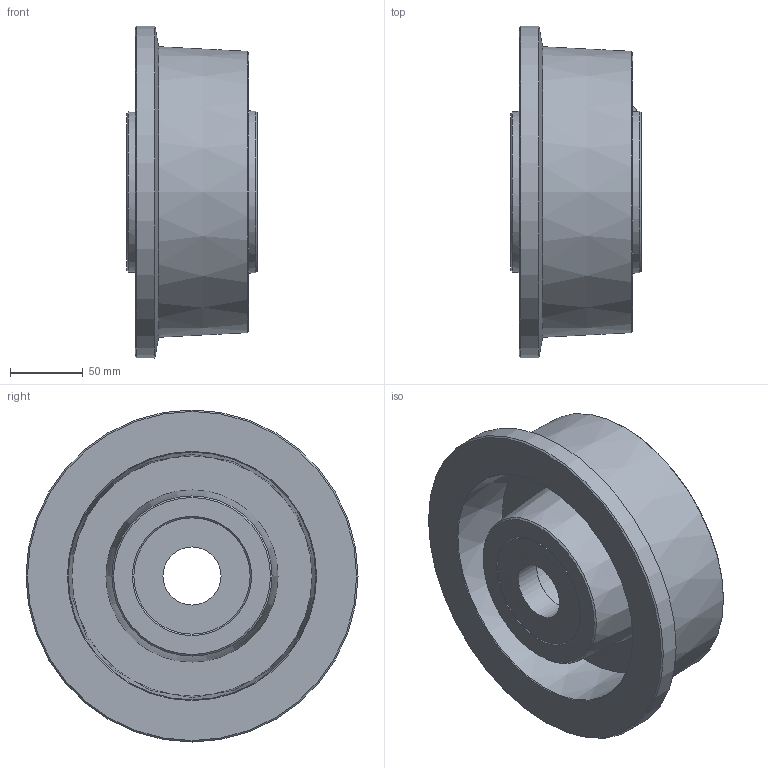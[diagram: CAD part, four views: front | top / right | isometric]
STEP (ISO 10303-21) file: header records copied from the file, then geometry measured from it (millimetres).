
FILE_DESCRIPTION (( 'STEP AP214' ), '1' );
FILE_NAME ('0023950_SPG-200-80-90-K40.step', '2018-04-30T08:04:17', ( '' ), ( '' ), 'SwSTEP 2.0', 'SolidWorks 2018', '' );
FILE_SCHEMA (( 'AUTOMOTIVE_DESIGN' ));
Length unit declared in the file: millimetre
Products named in the file (1): 0023950_SPG-200-80-90-K40
Bounding box: 90 x 228.5 x 228.5 mm (x, y, z)
Volume: 1755696.5 mm3; surface area: 208956.9 mm2
Topology: 1 solids, 5 shells, 51 faces, 104 edges, 67 vertices
Faces by surface type: plane 19, cylinder 15, cone 13, bspline 4
Full cylindrical faces by diameter (mm): 5.7 x1, 40 x2, 53.04 x4, 64 x1, 66.96 x4, 80 x2, 228.5 x1
Entity records: 1304 total; most frequent: CARTESIAN_POINT 363, DIRECTION 197, ORIENTED_EDGE 122, EDGE_LOOP 99, AXIS2_PLACEMENT_3D 94, FACE_OUTER_BOUND 70, EDGE_CURVE 61, VERTEX_POINT 56
